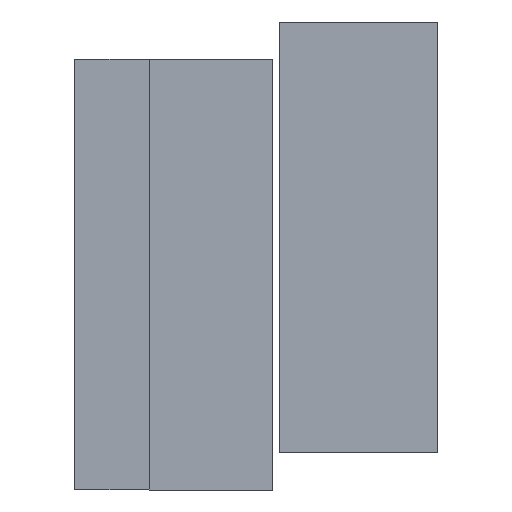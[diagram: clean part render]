
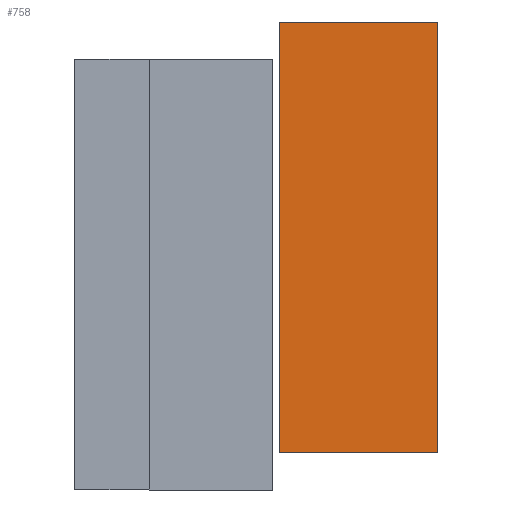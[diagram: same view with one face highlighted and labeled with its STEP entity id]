
A CAD part, left-side view. The second image highlights one B-rep face of the part: STEP entity #758.
In plain terms, the highlighted planar face has unit normal (-1, 0, 0).
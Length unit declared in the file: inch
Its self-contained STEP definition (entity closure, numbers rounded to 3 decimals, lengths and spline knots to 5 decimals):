
#106=FACE_OUTER_BOUND('',#162,.T.);
#162=EDGE_LOOP('',(#687,#688,#689,#690));
#227=LINE('',#1188,#307);
#233=LINE('',#1217,#313);
#239=LINE('',#1237,#319);
#242=LINE('',#1242,#322);
#307=VECTOR('',#974,0.3937);
#313=VECTOR('',#1002,0.3937);
#319=VECTOR('',#1024,0.3937);
#322=VECTOR('',#1031,0.3937);
#371=VERTEX_POINT('',#1186);
#372=VERTEX_POINT('',#1187);
#383=VERTEX_POINT('',#1215);
#384=VERTEX_POINT('',#1216);
#463=EDGE_CURVE('',#371,#372,#227,.T.);
#477=EDGE_CURVE('',#383,#384,#233,.T.);
#487=EDGE_CURVE('',#383,#371,#239,.T.);
#490=EDGE_CURVE('',#384,#372,#242,.T.);
#687=ORIENTED_EDGE('',*,*,#477,.T.);
#688=ORIENTED_EDGE('',*,*,#490,.T.);
#689=ORIENTED_EDGE('',*,*,#463,.F.);
#690=ORIENTED_EDGE('',*,*,#487,.F.);
#720=PLANE('',#832);
#758=ADVANCED_FACE('',(#106),#720,.T.);
#832=AXIS2_PLACEMENT_3D('',#1243,#1032,#1033);
#974=DIRECTION('',(0.,0.,1.));
#1002=DIRECTION('',(0.,0.,1.));
#1024=DIRECTION('',(0.,1.,0.));
#1031=DIRECTION('',(0.,1.,0.));
#1032=DIRECTION('center_axis',(-1.,0.,0.));
#1033=DIRECTION('ref_axis',(0.,0.,1.));
#1186=CARTESIAN_POINT('',(0.,0.9,-2.45));
#1187=CARTESIAN_POINT('',(0.,0.9,0.));
#1188=CARTESIAN_POINT('',(0.,0.9,-2.45));
#1215=CARTESIAN_POINT('',(0.,0.,-2.45));
#1216=CARTESIAN_POINT('',(0.,0.,0.));
#1217=CARTESIAN_POINT('',(0.,0.,-2.45));
#1237=CARTESIAN_POINT('',(0.,0.,-2.45));
#1242=CARTESIAN_POINT('',(0.,0.,0.));
#1243=CARTESIAN_POINT('Origin',(0.,0.,-2.45));
